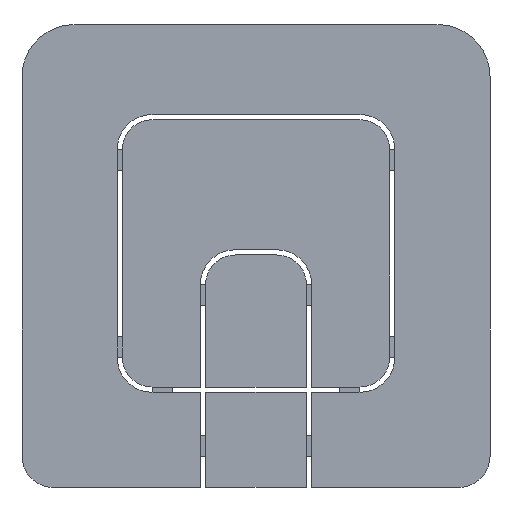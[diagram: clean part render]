
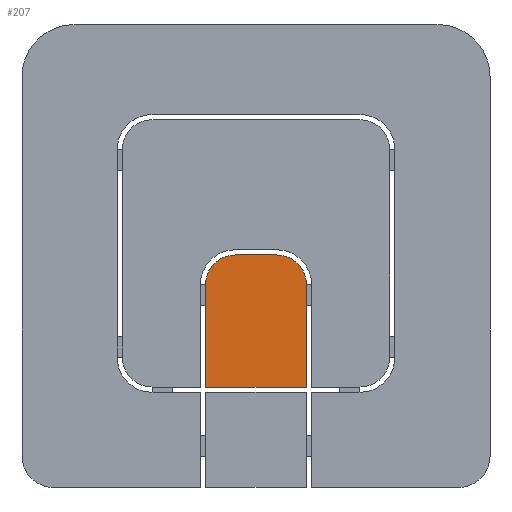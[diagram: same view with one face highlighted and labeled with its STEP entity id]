
A CAD part, left-side view. The second image highlights one B-rep face of the part: STEP entity #207.
In plain terms, the highlighted planar face has unit normal (-1, 0, 0).
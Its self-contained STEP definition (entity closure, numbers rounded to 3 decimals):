
#207=ADVANCED_FACE('',(#529),#530,.F.);
#529=FACE_OUTER_BOUND('',#940,.T.);
#530=PLANE('',#941);
#940=EDGE_LOOP('',(#1498,#1499,#1500,#1501,#1502,#1503));
#941=AXIS2_PLACEMENT_3D('',#1504,#1505,#1506);
#1498=ORIENTED_EDGE('',*,*,#2281,.T.);
#1499=ORIENTED_EDGE('',*,*,#2282,.T.);
#1500=ORIENTED_EDGE('',*,*,#2283,.T.);
#1501=ORIENTED_EDGE('',*,*,#2284,.T.);
#1502=ORIENTED_EDGE('',*,*,#2285,.T.);
#1503=ORIENTED_EDGE('',*,*,#2286,.T.);
#1504=CARTESIAN_POINT('',(0.0,0.0,20.691));
#1505=DIRECTION('',(1.0,0.0,0.0));
#1506=DIRECTION('',(0.0,1.0,0.0));
#2281=EDGE_CURVE('',#2719,#2720,#2721,.T.);
#2282=EDGE_CURVE('',#2720,#2722,#2723,.T.);
#2283=EDGE_CURVE('',#2722,#2724,#2725,.T.);
#2284=EDGE_CURVE('',#2724,#2726,#2727,.T.);
#2285=EDGE_CURVE('',#2726,#2728,#2729,.T.);
#2286=EDGE_CURVE('',#2728,#2719,#2730,.T.);
#2719=VERTEX_POINT('',#3345);
#2720=VERTEX_POINT('',#3346);
#2721=LINE('',#3347,#3348);
#2722=VERTEX_POINT('',#3349);
#2723=CIRCLE('',#3350,2.85);
#2724=VERTEX_POINT('',#3351);
#2725=LINE('',#3352,#3353);
#2726=VERTEX_POINT('',#3354);
#2727=CIRCLE('',#3355,2.85);
#2728=VERTEX_POINT('',#3356);
#2729=LINE('',#3357,#3358);
#2730=LINE('',#3359,#3360);
#3345=CARTESIAN_POINT('',(0.0,-4.85,9.65));
#3346=CARTESIAN_POINT('',(0.0,-4.85,19.5));
#3347=CARTESIAN_POINT('',(0.0,-4.85,9.65));
#3348=VECTOR('',#3882,9.85);
#3349=CARTESIAN_POINT('',(0.0,-2.0,22.35));
#3350=AXIS2_PLACEMENT_3D('',#3883,#3884,#3885);
#3351=CARTESIAN_POINT('',(0.0,2.0,22.35));
#3352=CARTESIAN_POINT('',(0.0,-2.0,22.35));
#3353=VECTOR('',#3886,4.0);
#3354=CARTESIAN_POINT('',(0.0,4.85,19.5));
#3355=AXIS2_PLACEMENT_3D('',#3887,#3888,#3889);
#3356=CARTESIAN_POINT('',(0.0,4.85,9.65));
#3357=CARTESIAN_POINT('',(0.0,4.85,19.5));
#3358=VECTOR('',#3890,9.85);
#3359=CARTESIAN_POINT('',(0.0,4.85,9.65));
#3360=VECTOR('',#3891,9.7);
#3882=DIRECTION('',(0.,0.,1.0));
#3883=CARTESIAN_POINT('',(0.0,-2.,19.5));
#3884=DIRECTION('',(-1.0,0.,0.));
#3885=DIRECTION('',(0.,-0.707,0.707));
#3886=DIRECTION('',(0.0,1.0,0.0));
#3887=CARTESIAN_POINT('',(0.0,2.0,19.5));
#3888=DIRECTION('',(-1.0,0.,0.));
#3889=DIRECTION('',(0.,0.707,0.707));
#3890=DIRECTION('',(0.,0.,-1.0));
#3891=DIRECTION('',(0.0,-1.0,0.0));
